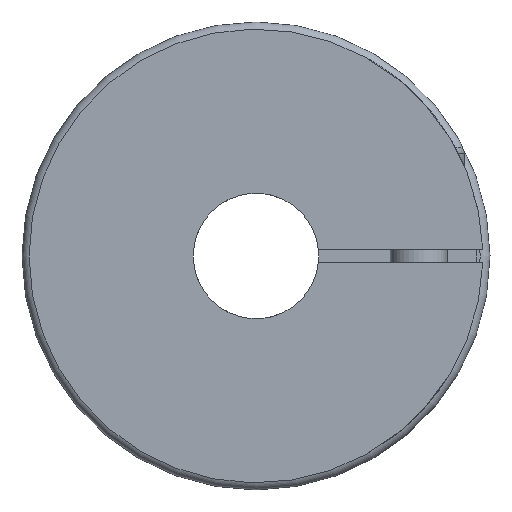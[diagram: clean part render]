
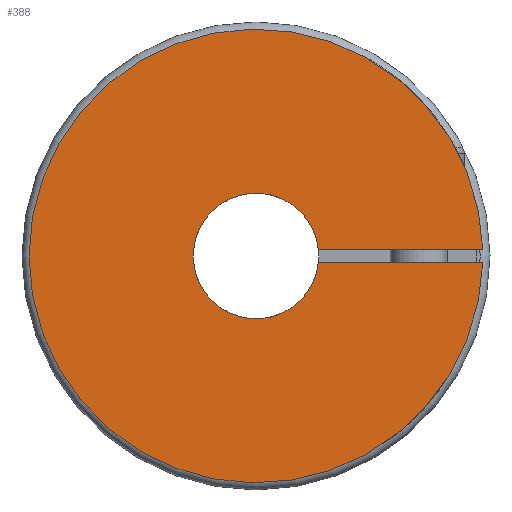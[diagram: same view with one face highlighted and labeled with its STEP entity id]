
A CAD part, left-side view. The second image highlights one B-rep face of the part: STEP entity #388.
In plain terms, the highlighted planar face has unit normal (-1, 0, 0).
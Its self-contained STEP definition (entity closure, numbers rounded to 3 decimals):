
#388 = ADVANCED_FACE( '', ( #856 ), #857, .F. );
#856 = FACE_OUTER_BOUND( '', #1325, .T. );
#857 = PLANE( '', #1326 );
#1325 = EDGE_LOOP( '', ( #2196, #2197, #2198, #2199 ) );
#1326 = AXIS2_PLACEMENT_3D( '', #2200, #2201, #2202 );
#2196 = ORIENTED_EDGE( '', *, *, #2476, .T. );
#2197 = ORIENTED_EDGE( '', *, *, #2427, .T. );
#2198 = ORIENTED_EDGE( '', *, *, #2515, .T. );
#2199 = ORIENTED_EDGE( '', *, *, #2424, .T. );
#2200 = CARTESIAN_POINT( '', ( -46., 0., 0. ) );
#2201 = DIRECTION( '', ( 1., 0., 0. ) );
#2202 = DIRECTION( '', ( 0., 0., 1. ) );
#2424 = EDGE_CURVE( '', #2855, #2853, #2856, .T. );
#2427 = EDGE_CURVE( '', #2859, #2860, #2861, .T. );
#2476 = EDGE_CURVE( '', #2853, #2859, #2928, .T. );
#2515 = EDGE_CURVE( '', #2860, #2855, #2980, .T. );
#2853 = VERTEX_POINT( '', #4922 );
#2855 = VERTEX_POINT( '', #4925 );
#2856 = CIRCLE( '', #4926, 39.75 );
#2859 = VERTEX_POINT( '', #4930 );
#2860 = VERTEX_POINT( '', #4931 );
#2861 = CIRCLE( '', #4932, 11. );
#2928 = LINE( '', #5011, #5012 );
#2980 = LINE( '', #5072, #5073 );
#4922 = CARTESIAN_POINT( '', ( -46., -39.732, -1.2 ) );
#4925 = CARTESIAN_POINT( '', ( -46., -39.732, 1.2 ) );
#4926 = AXIS2_PLACEMENT_3D( '', #5388, #5389, #5390 );
#4930 = CARTESIAN_POINT( '', ( -46., -10.934, -1.2 ) );
#4931 = CARTESIAN_POINT( '', ( -46., -10.934, 1.2 ) );
#4932 = AXIS2_PLACEMENT_3D( '', #5392, #5393, #5394 );
#5011 = CARTESIAN_POINT( '', ( -46., -39.732, -1.2 ) );
#5012 = VECTOR( '', #5458, 1000. );
#5072 = CARTESIAN_POINT( '', ( -46., -15.955, 1.2 ) );
#5073 = VECTOR( '', #5503, 1000. );
#5388 = CARTESIAN_POINT( '', ( -46., 0., 0. ) );
#5389 = DIRECTION( '', ( -1., 0., 0. ) );
#5390 = DIRECTION( '', ( 0., -1., 0. ) );
#5392 = CARTESIAN_POINT( '', ( -46., 0., 0. ) );
#5393 = DIRECTION( '', ( 1., 0., 0. ) );
#5394 = DIRECTION( '', ( 0., -1., 0. ) );
#5458 = DIRECTION( '', ( 0., 1., 0. ) );
#5503 = DIRECTION( '', ( 0., -1., 0. ) );
